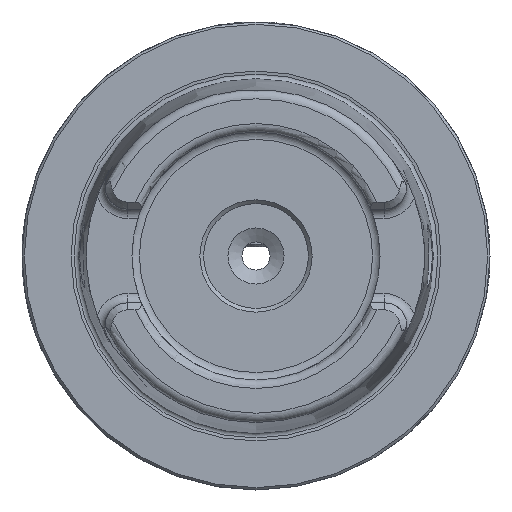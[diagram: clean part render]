
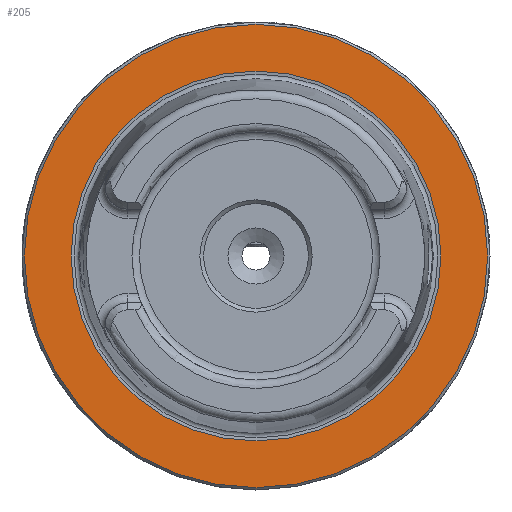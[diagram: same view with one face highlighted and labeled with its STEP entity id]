
A CAD part, left-side view. The second image highlights one B-rep face of the part: STEP entity #205.
In plain terms, the highlighted planar face has unit normal (-1, 0, 0).
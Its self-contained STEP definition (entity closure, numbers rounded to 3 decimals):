
#205 = ADVANCED_FACE( '', ( #539, #540 ), #541, .T. );
#539 = FACE_OUTER_BOUND( '', #1043, .T. );
#540 = FACE_BOUND( '', #1044, .T. );
#541 = PLANE( '', #1045 );
#1043 = EDGE_LOOP( '', ( #1595 ) );
#1044 = EDGE_LOOP( '', ( #1596 ) );
#1045 = AXIS2_PLACEMENT_3D( '', #1597, #1598, #1599 );
#1595 = ORIENTED_EDGE( '', *, *, #2698, .T. );
#1596 = ORIENTED_EDGE( '', *, *, #2733, .F. );
#1597 = CARTESIAN_POINT( '', ( 0., 0., 49.5 ) );
#1598 = DIRECTION( '', ( -1., 0., 0. ) );
#1599 = DIRECTION( '', ( 0., 0., 1. ) );
#2698 = EDGE_CURVE( '', #3174, #3174, #3175, .T. );
#2733 = EDGE_CURVE( '', #3233, #3233, #3234, .T. );
#3174 = VERTEX_POINT( '', #3857 );
#3175 = CIRCLE( '', #3858, 49.5 );
#3233 = VERTEX_POINT( '', #4013 );
#3234 = CIRCLE( '', #4014, 39.511 );
#3857 = CARTESIAN_POINT( '', ( 0., 0., 49.5 ) );
#3858 = AXIS2_PLACEMENT_3D( '', #5815, #5816, #5817 );
#4013 = CARTESIAN_POINT( '', ( 0., 0., 39.511 ) );
#4014 = AXIS2_PLACEMENT_3D( '', #5863, #5864, #5865 );
#5815 = CARTESIAN_POINT( '', ( 0., 0., 0. ) );
#5816 = DIRECTION( '', ( -1., 0., 0. ) );
#5817 = DIRECTION( '', ( 0., 0., 1. ) );
#5863 = CARTESIAN_POINT( '', ( 0., 0., 0. ) );
#5864 = DIRECTION( '', ( -1., 0., 0. ) );
#5865 = DIRECTION( '', ( 0., 0., 1. ) );
